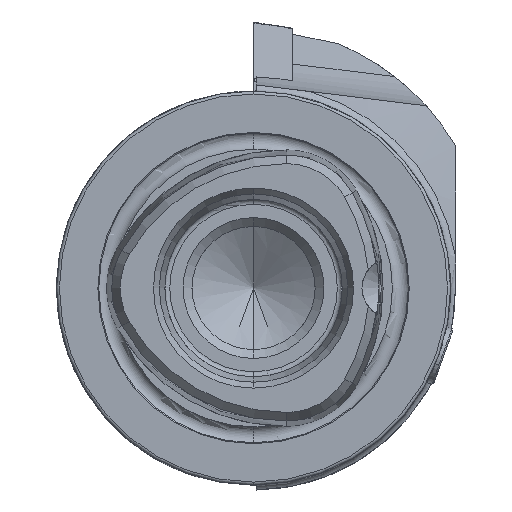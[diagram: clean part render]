
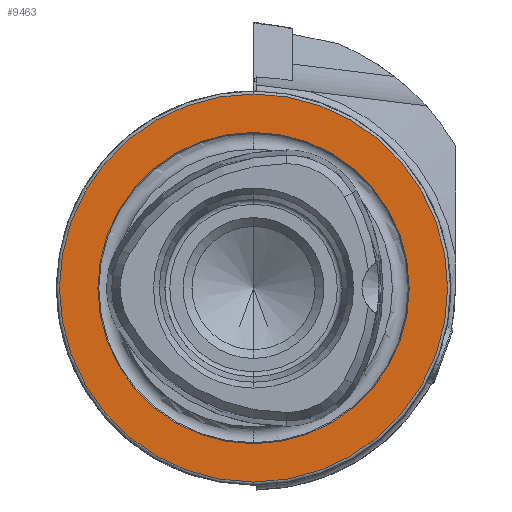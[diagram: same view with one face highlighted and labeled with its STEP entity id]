
A CAD part, left-side view. The second image highlights one B-rep face of the part: STEP entity #9463.
In plain terms, the highlighted planar face has unit normal (-1, 0, 0).
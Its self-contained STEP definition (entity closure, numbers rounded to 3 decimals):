
#166 = CARTESIAN_POINT ( 'NONE',  ( 0., 0., 19.7 ) ) ;
#178 = CARTESIAN_POINT ( 'NONE',  ( 0., 0., -19.7 ) ) ;
#183 = CARTESIAN_POINT ( 'NONE',  ( 0., 0., -15.8 ) ) ;
#247 = CARTESIAN_POINT ( 'NONE',  ( 0., 0., 15.8 ) ) ;
#705 = CIRCLE ( 'NONE', #1869, 19.7 ) ;
#716 = CIRCLE ( 'NONE', #1878, 15.8 ) ;
#1102 = FACE_BOUND ( 'NONE', #5098, .T. ) ;
#1108 = FACE_OUTER_BOUND ( 'NONE', #5092, .T. ) ;
#1806 = AXIS2_PLACEMENT_3D ( 'NONE', #2570, #2569, #2568 ) ;
#1807 = AXIS2_PLACEMENT_3D ( 'NONE', #2563, #2562, #2561 ) ;
#1869 = AXIS2_PLACEMENT_3D ( 'NONE', #7912, #7913, #7903 ) ;
#1878 = AXIS2_PLACEMENT_3D ( 'NONE', #8135, #8134, #8133 ) ;
#2561 = DIRECTION ( 'NONE',  ( 0., 0., 1. ) ) ;
#2562 = DIRECTION ( 'NONE',  ( -1., 0., 0. ) ) ;
#2563 = CARTESIAN_POINT ( 'NONE',  ( 0., 0., 0. ) ) ;
#2568 = DIRECTION ( 'NONE',  ( 0., 0., 1. ) ) ;
#2569 = DIRECTION ( 'NONE',  ( -1., 0., 0. ) ) ;
#2570 = CARTESIAN_POINT ( 'NONE',  ( 0., 0., 0. ) ) ;
#2852 = EDGE_CURVE ( 'NONE', #5789, #5839, #6917, .T. ) ;
#2853 = EDGE_CURVE ( 'NONE', #5844, #5852, #6918, .T. ) ;
#4039 = AXIS2_PLACEMENT_3D ( 'NONE', #7248, #7253, #7254 ) ;
#5092 = EDGE_LOOP ( 'NONE', ( #6328, #6327 ) ) ;
#5098 = EDGE_LOOP ( 'NONE', ( #6330, #6329 ) ) ;
#5789 = VERTEX_POINT ( 'NONE', #247 ) ;
#5839 = VERTEX_POINT ( 'NONE', #183 ) ;
#5844 = VERTEX_POINT ( 'NONE', #178 ) ;
#5852 = VERTEX_POINT ( 'NONE', #166 ) ;
#6327 = ORIENTED_EDGE ( 'NONE', *, *, #2853, .T. ) ;
#6328 = ORIENTED_EDGE ( 'NONE', *, *, #7523, .T. ) ;
#6329 = ORIENTED_EDGE ( 'NONE', *, *, #7570, .F. ) ;
#6330 = ORIENTED_EDGE ( 'NONE', *, *, #2852, .F. ) ;
#6917 = CIRCLE ( 'NONE', #1806, 15.8 ) ;
#6918 = CIRCLE ( 'NONE', #1807, 19.7 ) ;
#7248 = CARTESIAN_POINT ( 'NONE',  ( 0., 15.8, 0. ) ) ;
#7251 = PLANE ( 'NONE',  #4039 ) ;
#7253 = DIRECTION ( 'NONE',  ( 1., 0., 0. ) ) ;
#7254 = DIRECTION ( 'NONE',  ( 0., 0., -1. ) ) ;
#7523 = EDGE_CURVE ( 'NONE', #5852, #5844, #705, .T. ) ;
#7570 = EDGE_CURVE ( 'NONE', #5839, #5789, #716, .T. ) ;
#7903 = DIRECTION ( 'NONE',  ( 0., 0., 1. ) ) ;
#7912 = CARTESIAN_POINT ( 'NONE',  ( 0., 0., 0. ) ) ;
#7913 = DIRECTION ( 'NONE',  ( -1., 0., 0. ) ) ;
#8133 = DIRECTION ( 'NONE',  ( 0., 0., 1. ) ) ;
#8134 = DIRECTION ( 'NONE',  ( -1., 0., 0. ) ) ;
#8135 = CARTESIAN_POINT ( 'NONE',  ( 0., 0., 0. ) ) ;
#9463 = ADVANCED_FACE ( 'NONE', ( #1102, #1108 ), #7251, .F. ) ;
